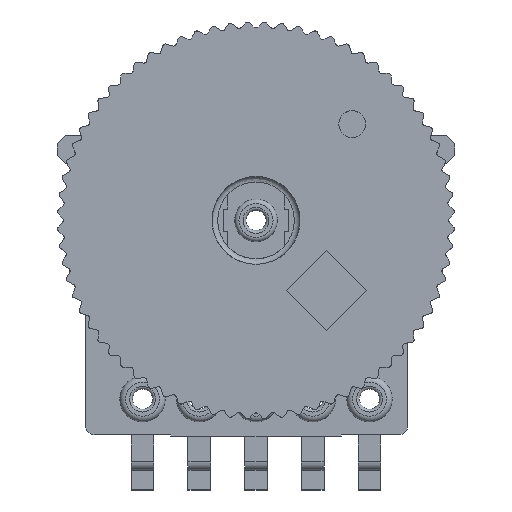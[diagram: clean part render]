
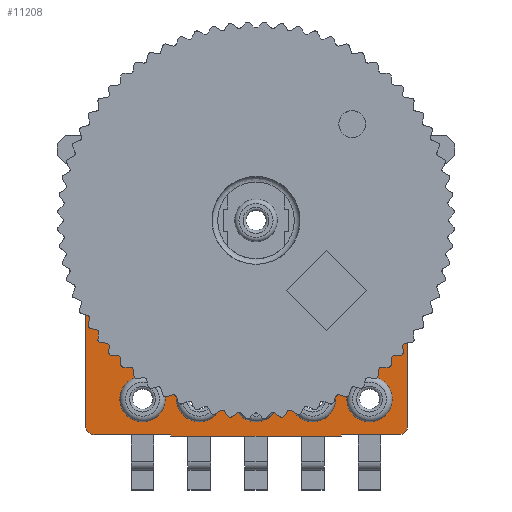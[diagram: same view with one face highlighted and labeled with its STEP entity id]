
A CAD part, top view. The second image highlights one B-rep face of the part: STEP entity #11208.
In plain terms, the highlighted planar face has unit normal (0, 0, 1).
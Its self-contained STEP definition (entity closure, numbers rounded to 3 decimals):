
#17=FACE_BOUND('',#1364,.T.);
#18=FACE_BOUND('',#1365,.T.);
#19=FACE_BOUND('',#1366,.T.);
#20=FACE_BOUND('',#1367,.T.);
#21=FACE_BOUND('',#1368,.T.);
#43=PLANE('',#11959);
#770=FACE_OUTER_BOUND('',#1363,.T.);
#1363=EDGE_LOOP('',(#7845,#7846,#7847,#7848,#7849,#7850,#7851,#7852,#7853,
#7854,#7855,#7856,#7857,#7858,#7859,#7860));
#1364=EDGE_LOOP('',(#7861));
#1365=EDGE_LOOP('',(#7862));
#1366=EDGE_LOOP('',(#7863));
#1367=EDGE_LOOP('',(#7864));
#1368=EDGE_LOOP('',(#7865));
#2000=LINE('',#16676,#3194);
#2003=LINE('',#16682,#3197);
#2004=LINE('',#16684,#3198);
#2005=LINE('',#16686,#3199);
#2006=LINE('',#16688,#3200);
#2007=LINE('',#16690,#3201);
#2008=LINE('',#16692,#3202);
#2009=LINE('',#16696,#3203);
#2010=LINE('',#16698,#3204);
#2011=LINE('',#16700,#3205);
#2012=LINE('',#16702,#3206);
#2013=LINE('',#16704,#3207);
#2014=LINE('',#16706,#3208);
#3194=VECTOR('',#13334,1000.);
#3197=VECTOR('',#13339,1000.);
#3198=VECTOR('',#13340,1000.);
#3199=VECTOR('',#13341,1000.);
#3200=VECTOR('',#13342,1000.);
#3201=VECTOR('',#13343,1000.);
#3202=VECTOR('',#13344,1000.);
#3203=VECTOR('',#13347,1000.);
#3204=VECTOR('',#13348,1000.);
#3205=VECTOR('',#13349,1000.);
#3206=VECTOR('',#13350,1000.);
#3207=VECTOR('',#13351,1000.);
#3208=VECTOR('',#13354,1000.);
#4311=CIRCLE('',#11761,5.4);
#4406=CIRCLE('',#11899,0.8);
#4418=CIRCLE('',#11917,0.8);
#4427=CIRCLE('',#11930,0.8);
#4436=CIRCLE('',#11943,0.8);
#4445=CIRCLE('',#11956,0.8);
#4446=CIRCLE('',#11960,0.3);
#4447=CIRCLE('',#11961,0.3);
#4796=VERTEX_POINT('',#16200);
#4797=VERTEX_POINT('',#16202);
#4955=VERTEX_POINT('',#16569);
#4963=VERTEX_POINT('',#16597);
#4969=VERTEX_POINT('',#16617);
#4975=VERTEX_POINT('',#16637);
#4981=VERTEX_POINT('',#16657);
#4988=VERTEX_POINT('',#16673);
#4989=VERTEX_POINT('',#16675);
#4991=VERTEX_POINT('',#16681);
#4992=VERTEX_POINT('',#16683);
#4993=VERTEX_POINT('',#16685);
#4994=VERTEX_POINT('',#16687);
#4995=VERTEX_POINT('',#16689);
#4996=VERTEX_POINT('',#16691);
#4997=VERTEX_POINT('',#16693);
#4998=VERTEX_POINT('',#16695);
#4999=VERTEX_POINT('',#16697);
#5000=VERTEX_POINT('',#16699);
#5001=VERTEX_POINT('',#16701);
#5002=VERTEX_POINT('',#16703);
#5899=EDGE_CURVE('',#4796,#4797,#4311,.T.);
#6066=EDGE_CURVE('',#4955,#4955,#4406,.T.);
#6080=EDGE_CURVE('',#4963,#4963,#4418,.T.);
#6090=EDGE_CURVE('',#4969,#4969,#4427,.T.);
#6100=EDGE_CURVE('',#4975,#4975,#4436,.T.);
#6110=EDGE_CURVE('',#4981,#4981,#4445,.T.);
#6117=EDGE_CURVE('',#4989,#4988,#2000,.T.);
#6120=EDGE_CURVE('',#4991,#4797,#2003,.T.);
#6121=EDGE_CURVE('',#4796,#4992,#2004,.T.);
#6122=EDGE_CURVE('',#4992,#4993,#2005,.T.);
#6123=EDGE_CURVE('',#4993,#4994,#2006,.T.);
#6124=EDGE_CURVE('',#4994,#4995,#2007,.T.);
#6125=EDGE_CURVE('',#4995,#4996,#2008,.T.);
#6126=EDGE_CURVE('',#4996,#4997,#4446,.T.);
#6127=EDGE_CURVE('',#4997,#4998,#2009,.T.);
#6128=EDGE_CURVE('',#4998,#4999,#2010,.T.);
#6129=EDGE_CURVE('',#4999,#5000,#2011,.T.);
#6130=EDGE_CURVE('',#5000,#5001,#2012,.T.);
#6131=EDGE_CURVE('',#5001,#5002,#2013,.T.);
#6132=EDGE_CURVE('',#5002,#4989,#4447,.T.);
#6133=EDGE_CURVE('',#4988,#4991,#2014,.T.);
#7845=ORIENTED_EDGE('',*,*,#6120,.T.);
#7846=ORIENTED_EDGE('',*,*,#5899,.F.);
#7847=ORIENTED_EDGE('',*,*,#6121,.T.);
#7848=ORIENTED_EDGE('',*,*,#6122,.T.);
#7849=ORIENTED_EDGE('',*,*,#6123,.T.);
#7850=ORIENTED_EDGE('',*,*,#6124,.T.);
#7851=ORIENTED_EDGE('',*,*,#6125,.T.);
#7852=ORIENTED_EDGE('',*,*,#6126,.T.);
#7853=ORIENTED_EDGE('',*,*,#6127,.T.);
#7854=ORIENTED_EDGE('',*,*,#6128,.T.);
#7855=ORIENTED_EDGE('',*,*,#6129,.T.);
#7856=ORIENTED_EDGE('',*,*,#6130,.T.);
#7857=ORIENTED_EDGE('',*,*,#6131,.T.);
#7858=ORIENTED_EDGE('',*,*,#6132,.T.);
#7859=ORIENTED_EDGE('',*,*,#6117,.T.);
#7860=ORIENTED_EDGE('',*,*,#6133,.T.);
#7861=ORIENTED_EDGE('',*,*,#6080,.F.);
#7862=ORIENTED_EDGE('',*,*,#6100,.F.);
#7863=ORIENTED_EDGE('',*,*,#6110,.F.);
#7864=ORIENTED_EDGE('',*,*,#6090,.F.);
#7865=ORIENTED_EDGE('',*,*,#6066,.F.);
#11208=ADVANCED_FACE('',(#770,#17,#18,#19,#20,#21),#43,.T.);
#11761=AXIS2_PLACEMENT_3D('',#16203,#12855,#12856);
#11899=AXIS2_PLACEMENT_3D('',#16571,#13203,#13204);
#11917=AXIS2_PLACEMENT_3D('',#16599,#13241,#13242);
#11930=AXIS2_PLACEMENT_3D('',#16619,#13268,#13269);
#11943=AXIS2_PLACEMENT_3D('',#16639,#13295,#13296);
#11956=AXIS2_PLACEMENT_3D('',#16659,#13322,#13323);
#11959=AXIS2_PLACEMENT_3D('',#16680,#13337,#13338);
#11960=AXIS2_PLACEMENT_3D('',#16694,#13345,#13346);
#11961=AXIS2_PLACEMENT_3D('',#16705,#13352,#13353);
#12855=DIRECTION('center_axis',(0.,0.,1.));
#12856=DIRECTION('ref_axis',(1.,0.,0.));
#13203=DIRECTION('center_axis',(0.,0.,1.));
#13204=DIRECTION('ref_axis',(1.,0.,0.));
#13241=DIRECTION('center_axis',(0.,0.,1.));
#13242=DIRECTION('ref_axis',(1.,0.,0.));
#13268=DIRECTION('center_axis',(0.,0.,1.));
#13269=DIRECTION('ref_axis',(1.,0.,0.));
#13295=DIRECTION('center_axis',(0.,0.,1.));
#13296=DIRECTION('ref_axis',(1.,0.,0.));
#13322=DIRECTION('center_axis',(0.,0.,1.));
#13323=DIRECTION('ref_axis',(1.,0.,0.));
#13334=DIRECTION('',(0.,1.,0.));
#13337=DIRECTION('center_axis',(0.,0.,1.));
#13338=DIRECTION('ref_axis',(1.,0.,0.));
#13339=DIRECTION('',(0.,1.,0.));
#13340=DIRECTION('',(0.342,-0.94,0.));
#13341=DIRECTION('',(-0.94,-0.342,0.));
#13342=DIRECTION('',(-0.94,-0.342,0.));
#13343=DIRECTION('',(-0.94,-0.342,0.));
#13344=DIRECTION('',(0.,-1.,0.));
#13345=DIRECTION('center_axis',(0.,0.,1.));
#13346=DIRECTION('ref_axis',(-1.,0.,0.));
#13347=DIRECTION('',(1.,0.,0.));
#13348=DIRECTION('',(0.,-1.,0.));
#13349=DIRECTION('',(1.,0.,0.));
#13350=DIRECTION('',(0.,1.,0.));
#13351=DIRECTION('',(1.,0.,0.));
#13352=DIRECTION('center_axis',(0.,0.,1.));
#13353=DIRECTION('ref_axis',(1.,0.,0.));
#13354=DIRECTION('',(-1.,0.,0.));
#16200=CARTESIAN_POINT('',(-4.777,-2.519,0.7));
#16202=CARTESIAN_POINT('',(5.25,-1.264,0.7));
#16203=CARTESIAN_POINT('Origin',(0.,0.,
0.7));
#16569=CARTESIAN_POINT('',(-0.8,-6.3,0.7));
#16571=CARTESIAN_POINT('Origin',(0.,-6.3,0.7));
#16597=CARTESIAN_POINT('',(3.2,-6.3,0.7));
#16599=CARTESIAN_POINT('Origin',(4.,-6.3,0.7));
#16617=CARTESIAN_POINT('',(1.2,-6.3,0.7));
#16619=CARTESIAN_POINT('Origin',(2.,-6.3,0.7));
#16637=CARTESIAN_POINT('',(-2.8,-6.3,0.7));
#16639=CARTESIAN_POINT('Origin',(-2.,-6.3,0.7));
#16657=CARTESIAN_POINT('',(-4.8,-6.3,0.7));
#16659=CARTESIAN_POINT('Origin',(-4.,-6.3,0.7));
#16673=CARTESIAN_POINT('',(5.35,-1.5,0.7));
#16675=CARTESIAN_POINT('',(5.35,-7.25,0.7));
#16676=CARTESIAN_POINT('',(5.35,-1.5,0.7));
#16680=CARTESIAN_POINT('Origin',(5.05,-7.25,0.7));
#16681=CARTESIAN_POINT('',(5.25,-1.5,0.7));
#16682=CARTESIAN_POINT('',(5.25,-0.5,0.7));
#16683=CARTESIAN_POINT('',(-4.685,-2.77,0.7));
#16684=CARTESIAN_POINT('',(-5.369,-0.89,0.7));
#16685=CARTESIAN_POINT('',(-4.826,-2.821,0.7));
#16686=CARTESIAN_POINT('',(-4.685,-2.77,0.7));
#16687=CARTESIAN_POINT('',(-5.108,-2.923,0.7));
#16688=CARTESIAN_POINT('',(-4.685,-2.77,0.7));
#16689=CARTESIAN_POINT('',(-6.,-3.248,0.7));
#16690=CARTESIAN_POINT('',(-4.685,-2.77,0.7));
#16691=CARTESIAN_POINT('',(-6.,-7.25,0.7));
#16692=CARTESIAN_POINT('',(-6.,-3.248,0.7));
#16693=CARTESIAN_POINT('',(-5.7,-7.55,0.7));
#16694=CARTESIAN_POINT('Origin',(-5.7,-7.25,0.7));
#16695=CARTESIAN_POINT('',(-3.,-7.55,0.7));
#16696=CARTESIAN_POINT('',(-5.7,-7.55,0.7));
#16697=CARTESIAN_POINT('',(-3.,-7.6,0.7));
#16698=CARTESIAN_POINT('',(-3.,-7.55,0.7));
#16699=CARTESIAN_POINT('',(3.,-7.6,0.7));
#16700=CARTESIAN_POINT('',(-3.,-7.6,0.7));
#16701=CARTESIAN_POINT('',(3.,-7.55,0.7));
#16702=CARTESIAN_POINT('',(3.,-7.55,0.7));
#16703=CARTESIAN_POINT('',(5.05,-7.55,0.7));
#16704=CARTESIAN_POINT('',(3.,-7.55,0.7));
#16705=CARTESIAN_POINT('Origin',(5.05,-7.25,0.7));
#16706=CARTESIAN_POINT('',(5.25,-1.5,0.7));
